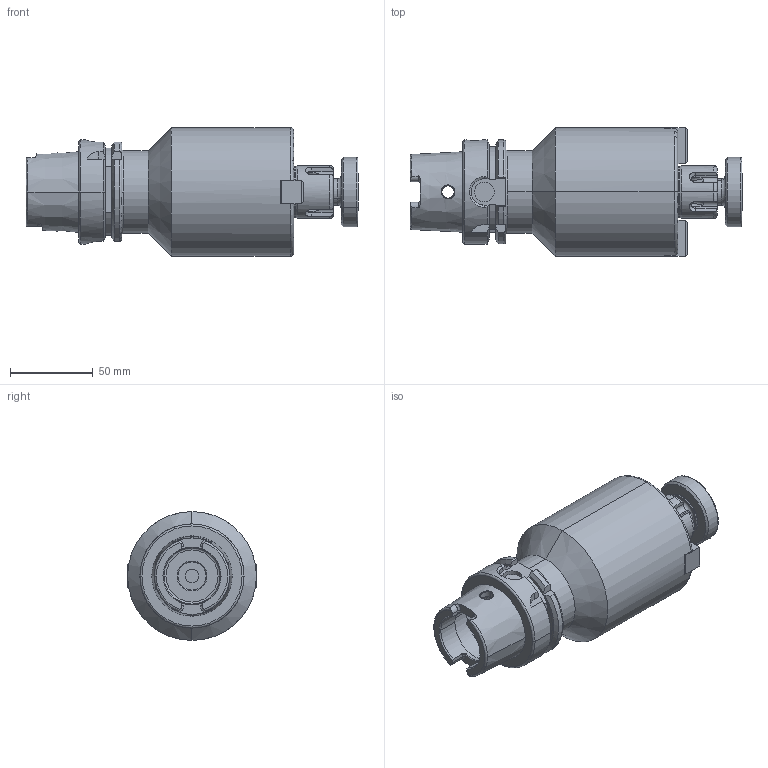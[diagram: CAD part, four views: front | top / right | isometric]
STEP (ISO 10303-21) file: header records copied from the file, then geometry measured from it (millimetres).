
FILE_DESCRIPTION (( 'STEP AP203' ), '1' );
FILE_NAME ('9163A-AS532130.STEP', '2017-09-01T09:30:58', ( '' ), ( '' ), 'SwSTEP 2.0', 'SolidWorks 2009', '' );
FILE_SCHEMA (( 'CONFIG_CONTROL_DESIGN' ));
Length unit declared in the file: millimetre
Products named in the file (7): CCS-M16-32; 9163A-AS532130; HSKA63SMS32130TCWW; CCS-M16-32-2; AS-M6X20._PreviewCfg; KEY 14x22x14 - 32
Assembly tree (8 placements, depth 3):
  9163A-AS532130
    KEY 14x22x14 - 32  x2
    CCS-M16-32
      CCS-M16-32
      CCS-M16-32-2
    AS-M6X20._PreviewCfg  x2
    HSKA63SMS32130TCWW
Bounding box: 201 x 78 x 78 mm (x, y, z)
Volume: 537230.4 mm3; surface area: 70368.6 mm2
Topology: 7 solids, 7 shells, 383 faces, 941 edges, 573 vertices
Faces by surface type: plane 148, cylinder 105, cone 63, torus 45, bspline 14, sphere 8
Entity records: 12890 total; most frequent: CARTESIAN_POINT 4207, ORIENTED_EDGE 1666, DIRECTION 1648, EDGE_CURVE 833, AXIS2_PLACEMENT_3D 650, VERTEX_POINT 516, EDGE_LOOP 365, VECTOR 348
